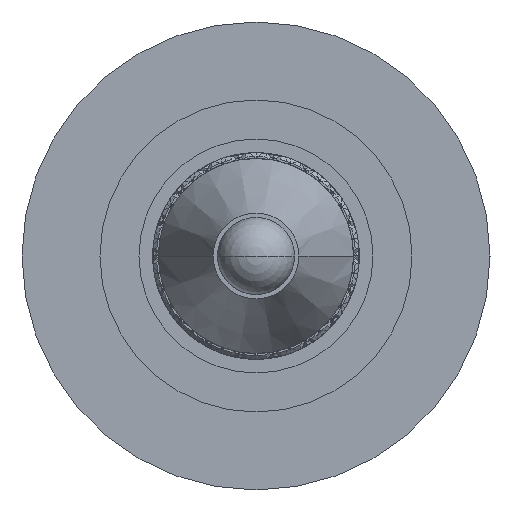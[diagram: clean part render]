
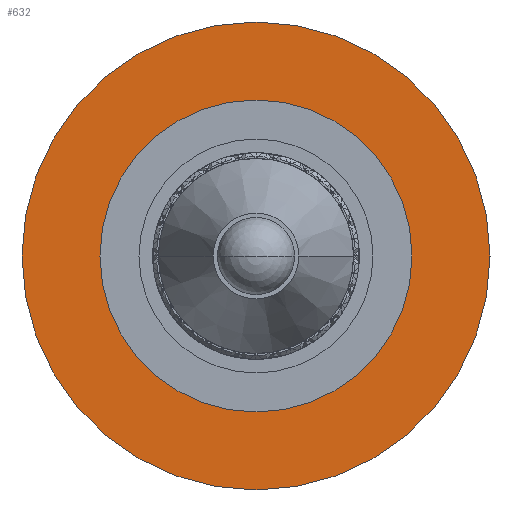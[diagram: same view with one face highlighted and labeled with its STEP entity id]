
A CAD part, left-side view. The second image highlights one B-rep face of the part: STEP entity #632.
In plain terms, the highlighted planar face has unit normal (-1, 0, 0).
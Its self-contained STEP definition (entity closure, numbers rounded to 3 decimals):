
#147=CARTESIAN_POINT('',(33.3,0.,0.));
#148=DIRECTION('',(1.,0.,0.));
#149=DIRECTION('',(0.,1.,0.));
#150=AXIS2_PLACEMENT_3D('',#147,#148,#149);
#152=CARTESIAN_POINT('',(33.3,0.,0.));
#153=DIRECTION('',(-1.,0.,0.));
#154=DIRECTION('',(0.,1.,0.));
#155=AXIS2_PLACEMENT_3D('',#152,#153,#154);
#157=CARTESIAN_POINT('',(33.3,0.,0.));
#158=DIRECTION('',(-1.,0.,0.));
#159=DIRECTION('',(0.,1.,0.));
#160=AXIS2_PLACEMENT_3D('',#157,#158,#159);
#166=CARTESIAN_POINT('',(33.3,0.,0.));
#167=DIRECTION('',(1.,0.,0.));
#168=DIRECTION('',(0.,1.,0.));
#169=AXIS2_PLACEMENT_3D('',#166,#167,#168);
#306=CARTESIAN_POINT('',(33.3,6.,0.));
#308=VERTEX_POINT('',#306);
#309=CARTESIAN_POINT('',(33.3,3.85,0.));
#311=VERTEX_POINT('',#309);
#338=CARTESIAN_POINT('',(33.3,-6.,0.));
#340=VERTEX_POINT('',#338);
#341=CARTESIAN_POINT('',(33.3,-3.85,0.));
#343=VERTEX_POINT('',#341);
#617=CARTESIAN_POINT('',(33.3,0.,0.));
#618=DIRECTION('',(-1.,0.,0.));
#619=DIRECTION('',(0.,1.,0.));
#620=AXIS2_PLACEMENT_3D('',#617,#618,#619);
#621=PLANE('',#620);
#622=ORIENTED_EDGE('',*,*,#612,.T.);
#623=ORIENTED_EDGE('',*,*,#596,.F.);
#624=EDGE_LOOP('',(#622,#623));
#625=FACE_OUTER_BOUND('',#624,.F.);
#627=ORIENTED_EDGE('',*,*,#626,.T.);
#629=ORIENTED_EDGE('',*,*,#628,.F.);
#630=EDGE_LOOP('',(#627,#629));
#631=FACE_BOUND('',#630,.F.);
#632=ADVANCED_FACE('',(#625,#631),#621,.T.);
#151=CIRCLE('',#150,6.);
#156=CIRCLE('',#155,6.);
#161=CIRCLE('',#160,3.85);
#170=CIRCLE('',#169,3.85);
#596=EDGE_CURVE('',#308,#340,#156,.T.);
#612=EDGE_CURVE('',#308,#340,#151,.T.);
#626=EDGE_CURVE('',#311,#343,#161,.T.);
#628=EDGE_CURVE('',#311,#343,#170,.T.);
